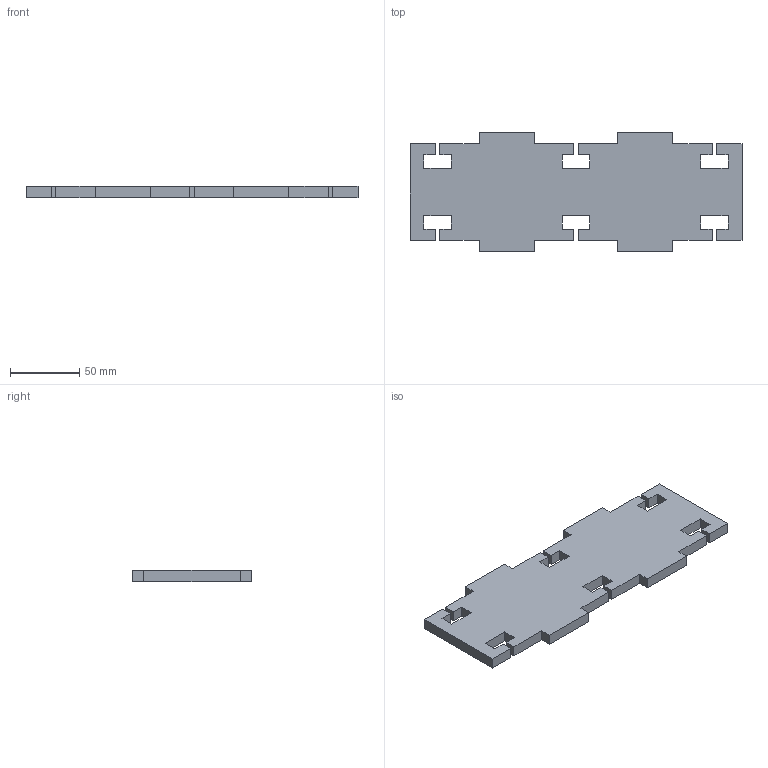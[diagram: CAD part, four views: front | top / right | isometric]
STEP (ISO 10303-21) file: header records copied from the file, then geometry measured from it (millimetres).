
FILE_DESCRIPTION((''),'2;1');
FILE_NAME('S1','2017-05-22T',('salasloc'),(''),'CREO PARAMETRIC BY PTC INC, 2015080','CREO PARAMETRIC BY PTC INC, 2015080','');
FILE_SCHEMA(('CONFIG_CONTROL_DESIGN'));
Length unit declared in the file: millimetre
Products named in the file (1): S1
Bounding box: 240 x 86 x 8 mm (x, y, z)
Volume: 133888 mm3; surface area: 42304 mm2
Topology: 1 solids, 1 shells, 70 faces, 204 edges, 136 vertices
Faces by surface type: plane 70
Entity records: 2306 total; most frequent: CARTESIAN_POINT 410, ORIENTED_EDGE 408, DIRECTION 344, VECTOR 204, LINE 204, EDGE_CURVE 204, VERTEX_POINT 136, AXIS2_PLACEMENT_3D 70
